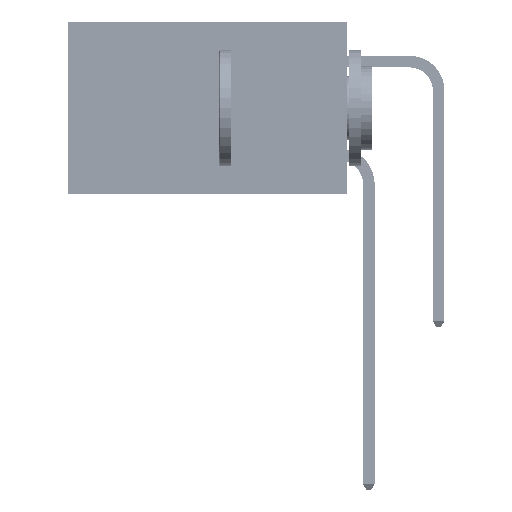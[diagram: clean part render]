
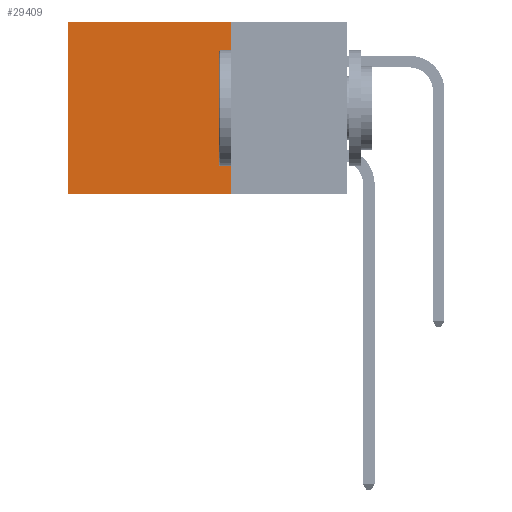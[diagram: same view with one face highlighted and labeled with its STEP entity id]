
A CAD part, left-side view. The second image highlights one B-rep face of the part: STEP entity #29409.
In plain terms, the highlighted planar face has unit normal (-1, 0, 0).
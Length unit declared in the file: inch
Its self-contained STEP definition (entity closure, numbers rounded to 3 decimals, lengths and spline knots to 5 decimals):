
#245 = VECTOR ( 'NONE', #36862, 39.37008 ) ;
#1921 = LINE ( 'NONE', #51271, #11670 ) ;
#2881 = LINE ( 'NONE', #42782, #45592 ) ;
#3588 = ORIENTED_EDGE ( 'NONE', *, *, #16734, .T. ) ;
#4721 = VERTEX_POINT ( 'NONE', #28781 ) ;
#5827 = PLANE ( 'NONE',  #26815 ) ;
#6308 = CARTESIAN_POINT ( 'NONE',  ( 0.2875, 0.6, 0. ) ) ;
#9996 = CARTESIAN_POINT ( 'NONE',  ( 0.2875, 0.25, 0. ) ) ;
#10937 = CARTESIAN_POINT ( 'NONE',  ( 0.2875, 0.25, 0. ) ) ;
#11646 = VERTEX_POINT ( 'NONE', #45247 ) ;
#11670 = VECTOR ( 'NONE', #18335, 39.37008 ) ;
#13848 = DIRECTION ( 'NONE',  ( 0., 1., 0. ) ) ;
#13854 = EDGE_CURVE ( 'NONE', #4721, #11646, #1921, .T. ) ;
#14178 = DIRECTION ( 'NONE',  ( 0., 0., -1. ) ) ;
#15726 = VERTEX_POINT ( 'NONE', #6308 ) ;
#16042 = CARTESIAN_POINT ( 'NONE',  ( 0.2875, 0.6, 0. ) ) ;
#16219 = VERTEX_POINT ( 'NONE', #17515 ) ;
#16718 = VECTOR ( 'NONE', #39916, 39.37008 ) ;
#16734 = EDGE_CURVE ( 'NONE', #15726, #16219, #22356, .T. ) ;
#17515 = CARTESIAN_POINT ( 'NONE',  ( 0.2875, 0.6, -0.37 ) ) ;
#18335 = DIRECTION ( 'NONE',  ( 0., 0., -1. ) ) ;
#20260 = EDGE_LOOP ( 'NONE', ( #3588, #49706, #47692, #23953 ) ) ;
#22356 = LINE ( 'NONE', #16042, #245 ) ;
#23953 = ORIENTED_EDGE ( 'NONE', *, *, #28937, .T. ) ;
#26815 = AXIS2_PLACEMENT_3D ( 'NONE', #9996, #38959, #14178 ) ;
#27723 = LINE ( 'NONE', #10937, #16718 ) ;
#28781 = CARTESIAN_POINT ( 'NONE',  ( 0.2875, 0.25, 0. ) ) ;
#28937 = EDGE_CURVE ( 'NONE', #4721, #15726, #27723, .T. ) ;
#29409 = ADVANCED_FACE ( 'NONE', ( #30965 ), #5827, .F. ) ;
#30965 = FACE_OUTER_BOUND ( 'NONE', #20260, .T. ) ;
#36862 = DIRECTION ( 'NONE',  ( 0., 0., -1. ) ) ;
#38959 = DIRECTION ( 'NONE',  ( 1., 0., 0. ) ) ;
#39916 = DIRECTION ( 'NONE',  ( 0., 1., 0. ) ) ;
#41807 = EDGE_CURVE ( 'NONE', #11646, #16219, #2881, .T. ) ;
#42782 = CARTESIAN_POINT ( 'NONE',  ( 0.2875, 0.25, -0.37 ) ) ;
#45247 = CARTESIAN_POINT ( 'NONE',  ( 0.2875, 0.25, -0.37 ) ) ;
#45592 = VECTOR ( 'NONE', #13848, 39.37008 ) ;
#47692 = ORIENTED_EDGE ( 'NONE', *, *, #13854, .F. ) ;
#49706 = ORIENTED_EDGE ( 'NONE', *, *, #41807, .F. ) ;
#51271 = CARTESIAN_POINT ( 'NONE',  ( 0.2875, 0.25, 0. ) ) ;
